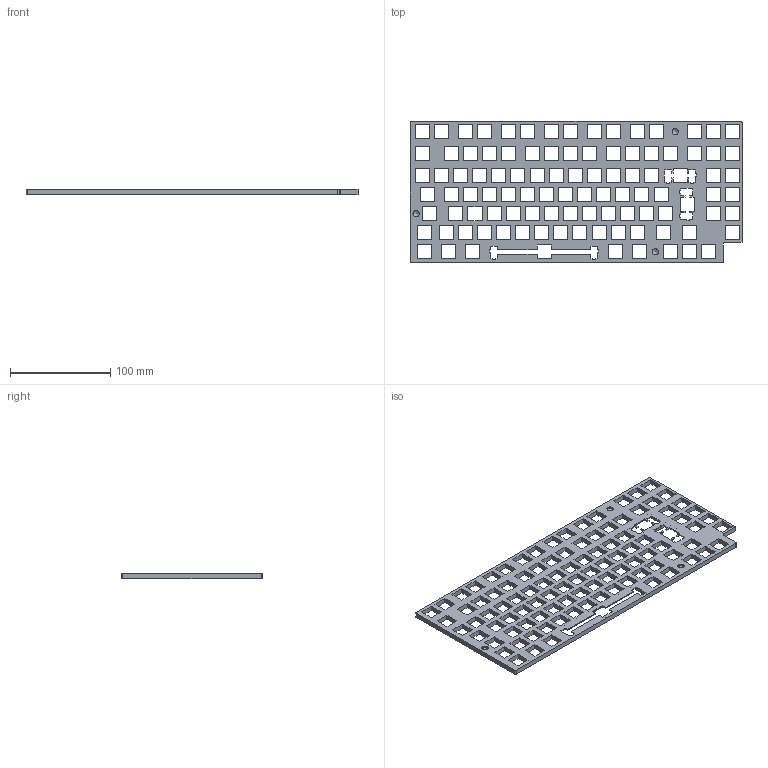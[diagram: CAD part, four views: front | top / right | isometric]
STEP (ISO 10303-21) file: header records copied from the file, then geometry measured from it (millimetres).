
FILE_DESCRIPTION(('FreeCAD Model'),'2;1');
FILE_NAME('Open CASCADE Shape Model','2023-12-20T21:28:31',(''),(''), 'Open CASCADE STEP processor 7.6','FreeCAD','Unknown');
FILE_SCHEMA(('AUTOMOTIVE_DESIGN { 1 0 10303 214 1 1 1 1 }'));
Length unit declared in the file: millimetre
Products named in the file (1): SwitchLayerBody
Bounding box: 331.42 x 141.5 x 5 mm (x, y, z)
Volume: 119577 mm3; surface area: 86249.5 mm2
Topology: 1 solids, 1 shells, 547 faces, 1620 edges, 1079 vertices
Faces by surface type: plane 532, cylinder 12, cone 3
Full cylindrical faces by diameter (mm): 6.4 x3
Entity records: 39394 total; most frequent: CARTESIAN_POINT 6562, DIRECTION 5957, LINE 4806, VECTOR 4806, ORIENTED_EDGE 3234, PCURVE 3234, DEFINITIONAL_REPRESENTATION 3234, EDGE_CURVE 1617
